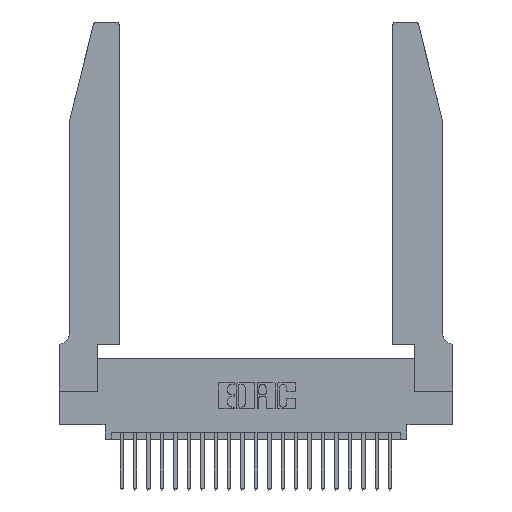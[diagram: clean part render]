
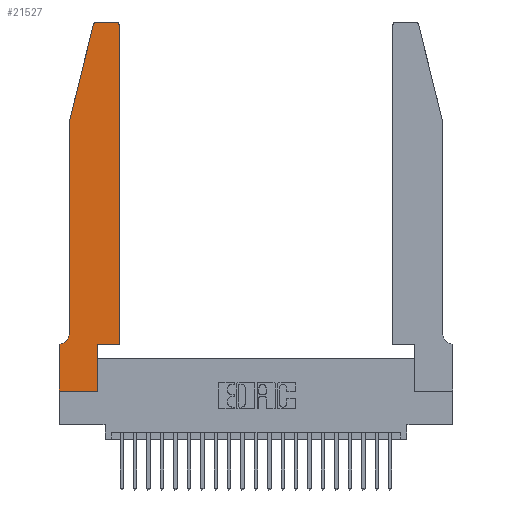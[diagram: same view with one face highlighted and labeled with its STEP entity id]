
A CAD part, top view. The second image highlights one B-rep face of the part: STEP entity #21527.
In plain terms, the highlighted planar face has unit normal (0, 0, 1).
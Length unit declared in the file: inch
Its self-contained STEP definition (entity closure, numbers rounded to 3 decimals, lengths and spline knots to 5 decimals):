
#258 = VECTOR ( 'NONE', #10231, 39.37008 ) ;
#673 = VERTEX_POINT ( 'NONE', #10273 ) ;
#714 = DIRECTION ( 'NONE',  ( -1., 0., 0. ) ) ;
#723 = CARTESIAN_POINT ( 'NONE',  ( 0.4505, 0.35, 0.37 ) ) ;
#1319 = EDGE_CURVE ( 'NONE', #14028, #17379, #1329, .T. ) ;
#1329 = CIRCLE ( 'NONE', #6844, 0.07 ) ;
#1380 = ORIENTED_EDGE ( 'NONE', *, *, #14596, .T. ) ;
#1494 = VERTEX_POINT ( 'NONE', #14575 ) ;
#1556 = EDGE_LOOP ( 'NONE', ( #20628, #1380, #13304, #9660, #21067, #23493, #9092, #18591, #19992, #10111, #5277, #22071 ) ) ;
#1888 = EDGE_CURVE ( 'NONE', #17379, #20096, #4586, .T. ) ;
#2352 = CARTESIAN_POINT ( 'NONE',  ( 0., 0., 0.37 ) ) ;
#2911 = DIRECTION ( 'NONE',  ( 1., 0., 0. ) ) ;
#3070 = EDGE_CURVE ( 'NONE', #5532, #24027, #4568, .T. ) ;
#3446 = CARTESIAN_POINT ( 'NONE',  ( 0.0055, 0.42, 0.37 ) ) ;
#3616 = CIRCLE ( 'NONE', #22980, 0.03 ) ;
#4067 = CARTESIAN_POINT ( 'NONE',  ( 0.284, 2.72, 0.37 ) ) ;
#4168 = VERTEX_POINT ( 'NONE', #19558 ) ;
#4196 = DIRECTION ( 'NONE',  ( 0., 0., 1. ) ) ;
#4568 = LINE ( 'NONE', #4601, #13977 ) ;
#4586 = LINE ( 'NONE', #18194, #23797 ) ;
#4601 = CARTESIAN_POINT ( 'NONE',  ( 0.0755, 2., 0.37 ) ) ;
#4641 = CARTESIAN_POINT ( 'NONE',  ( 0.4505, 0.35, 0.37 ) ) ;
#4839 = FACE_OUTER_BOUND ( 'NONE', #1556, .T. ) ;
#5161 = CARTESIAN_POINT ( 'NONE',  ( 0.0755, 0.42, 0.37 ) ) ;
#5277 = ORIENTED_EDGE ( 'NONE', *, *, #14765, .T. ) ;
#5347 = LINE ( 'NONE', #723, #258 ) ;
#5532 = VERTEX_POINT ( 'NONE', #6746 ) ;
#5885 = VECTOR ( 'NONE', #23525, 39.37008 ) ;
#5978 = DIRECTION ( 'NONE',  ( 1., 0., 0. ) ) ;
#6214 = DIRECTION ( 'NONE',  ( 0., -1., 0. ) ) ;
#6674 = CARTESIAN_POINT ( 'NONE',  ( 0., 0.35, 0.37 ) ) ;
#6746 = CARTESIAN_POINT ( 'NONE',  ( 0.25487, 2.72718, 0.37 ) ) ;
#6844 = AXIS2_PLACEMENT_3D ( 'NONE', #3446, #7956, #7587 ) ;
#7233 = LINE ( 'NONE', #23145, #8428 ) ;
#7587 = DIRECTION ( 'NONE',  ( -1., 0., 0. ) ) ;
#7829 = CARTESIAN_POINT ( 'NONE',  ( 0.284, 2.75, 0.37 ) ) ;
#7956 = DIRECTION ( 'NONE',  ( 0., 0., -1. ) ) ;
#8208 = CARTESIAN_POINT ( 'NONE',  ( 0.4505, 0.35, 0.37 ) ) ;
#8418 = DIRECTION ( 'NONE',  ( -0.239, -0.971, 0. ) ) ;
#8428 = VECTOR ( 'NONE', #714, 39.37008 ) ;
#8572 = PLANE ( 'NONE',  #14930 ) ;
#8664 = EDGE_CURVE ( 'NONE', #20096, #17684, #11626, .T. ) ;
#9051 = LINE ( 'NONE', #13669, #18388 ) ;
#9092 = ORIENTED_EDGE ( 'NONE', *, *, #8664, .T. ) ;
#9660 = ORIENTED_EDGE ( 'NONE', *, *, #15220, .T. ) ;
#10111 = ORIENTED_EDGE ( 'NONE', *, *, #18441, .T. ) ;
#10231 = DIRECTION ( 'NONE',  ( 1., 0., 0. ) ) ;
#10273 = CARTESIAN_POINT ( 'NONE',  ( 0.4205, 2.75, 0.37 ) ) ;
#10604 = VERTEX_POINT ( 'NONE', #7829 ) ;
#11626 = LINE ( 'NONE', #2352, #22070 ) ;
#11755 = CARTESIAN_POINT ( 'NONE',  ( 0., 0.35, 0.37 ) ) ;
#12736 = EDGE_CURVE ( 'NONE', #17684, #1494, #20803, .T. ) ;
#13304 = ORIENTED_EDGE ( 'NONE', *, *, #3070, .T. ) ;
#13358 = DIRECTION ( 'NONE',  ( -1., 0., 0. ) ) ;
#13432 = LINE ( 'NONE', #8208, #22699 ) ;
#13649 = VECTOR ( 'NONE', #19907, 39.37008 ) ;
#13669 = CARTESIAN_POINT ( 'NONE',  ( 0.0755, 2., 0.37 ) ) ;
#13977 = VECTOR ( 'NONE', #8418, 39.37008 ) ;
#14028 = VERTEX_POINT ( 'NONE', #5161 ) ;
#14211 = DIRECTION ( 'NONE',  ( 0., 0., 1. ) ) ;
#14575 = CARTESIAN_POINT ( 'NONE',  ( 0.2865, 0., 0.37 ) ) ;
#14596 = EDGE_CURVE ( 'NONE', #10604, #5532, #16378, .T. ) ;
#14765 = EDGE_CURVE ( 'NONE', #20289, #4168, #13432, .T. ) ;
#14925 = VERTEX_POINT ( 'NONE', #16225 ) ;
#14930 = AXIS2_PLACEMENT_3D ( 'NONE', #6674, #14211, #2911 ) ;
#15220 = EDGE_CURVE ( 'NONE', #24027, #14028, #9051, .T. ) ;
#15370 = DIRECTION ( 'NONE',  ( 0., -1., 0. ) ) ;
#15457 = CARTESIAN_POINT ( 'NONE',  ( 0.4205, 2.72, 0.37 ) ) ;
#16225 = CARTESIAN_POINT ( 'NONE',  ( 0.2865, 0.35, 0.37 ) ) ;
#16378 = CIRCLE ( 'NONE', #22193, 0.03 ) ;
#16468 = EDGE_CURVE ( 'NONE', #673, #10604, #7233, .T. ) ;
#16703 = CARTESIAN_POINT ( 'NONE',  ( 0.0055, 0.35, 0.37 ) ) ;
#17210 = DIRECTION ( 'NONE',  ( 0., 0., 1. ) ) ;
#17322 = DIRECTION ( 'NONE',  ( 1., 0., 0. ) ) ;
#17379 = VERTEX_POINT ( 'NONE', #16703 ) ;
#17518 = DIRECTION ( 'NONE',  ( 0., 1., 0. ) ) ;
#17571 = EDGE_CURVE ( 'NONE', #4168, #673, #3616, .T. ) ;
#17684 = VERTEX_POINT ( 'NONE', #21279 ) ;
#18045 = CARTESIAN_POINT ( 'NONE',  ( 0.2865, 0.35, 0.37 ) ) ;
#18194 = CARTESIAN_POINT ( 'NONE',  ( 0.0755, 0.35, 0.37 ) ) ;
#18388 = VECTOR ( 'NONE', #6214, 39.37008 ) ;
#18441 = EDGE_CURVE ( 'NONE', #14925, #20289, #5347, .T. ) ;
#18591 = ORIENTED_EDGE ( 'NONE', *, *, #12736, .T. ) ;
#19558 = CARTESIAN_POINT ( 'NONE',  ( 0.4505, 2.72, 0.37 ) ) ;
#19817 = CARTESIAN_POINT ( 'NONE',  ( 0.0755, 2., 0.37 ) ) ;
#19907 = DIRECTION ( 'NONE',  ( 0., 1., 0. ) ) ;
#19992 = ORIENTED_EDGE ( 'NONE', *, *, #21571, .T. ) ;
#20096 = VERTEX_POINT ( 'NONE', #11755 ) ;
#20289 = VERTEX_POINT ( 'NONE', #4641 ) ;
#20628 = ORIENTED_EDGE ( 'NONE', *, *, #16468, .T. ) ;
#20803 = LINE ( 'NONE', #21716, #5885 ) ;
#21067 = ORIENTED_EDGE ( 'NONE', *, *, #1319, .T. ) ;
#21279 = CARTESIAN_POINT ( 'NONE',  ( 0., 0., 0.37 ) ) ;
#21527 = ADVANCED_FACE ( 'NONE', ( #4839 ), #8572, .T. ) ;
#21571 = EDGE_CURVE ( 'NONE', #1494, #14925, #23479, .T. ) ;
#21716 = CARTESIAN_POINT ( 'NONE',  ( 0., 0., 0.37 ) ) ;
#22070 = VECTOR ( 'NONE', #15370, 39.37008 ) ;
#22071 = ORIENTED_EDGE ( 'NONE', *, *, #17571, .T. ) ;
#22193 = AXIS2_PLACEMENT_3D ( 'NONE', #4067, #17210, #5978 ) ;
#22699 = VECTOR ( 'NONE', #17518, 39.37008 ) ;
#22980 = AXIS2_PLACEMENT_3D ( 'NONE', #15457, #4196, #17322 ) ;
#23145 = CARTESIAN_POINT ( 'NONE',  ( 0.2605, 2.75, 0.37 ) ) ;
#23479 = LINE ( 'NONE', #18045, #13649 ) ;
#23493 = ORIENTED_EDGE ( 'NONE', *, *, #1888, .T. ) ;
#23525 = DIRECTION ( 'NONE',  ( 1., 0., 0. ) ) ;
#23797 = VECTOR ( 'NONE', #13358, 39.37008 ) ;
#24027 = VERTEX_POINT ( 'NONE', #19817 ) ;
